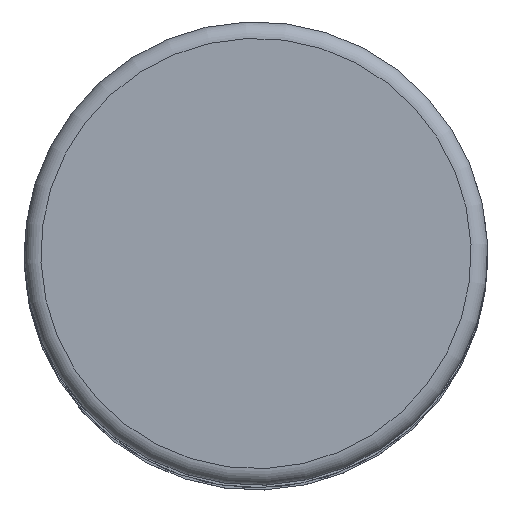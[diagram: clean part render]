
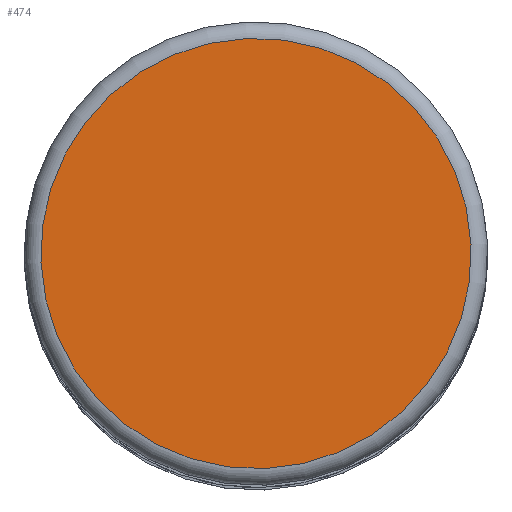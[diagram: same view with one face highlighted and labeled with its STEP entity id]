
A CAD part, top view. The second image highlights one B-rep face of the part: STEP entity #474.
In plain terms, the highlighted face is planar.
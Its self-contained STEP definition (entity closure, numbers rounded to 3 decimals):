
#73=PLANE('',#603);
#93=FACE_OUTER_BOUND('',#129,.T.);
#129=EDGE_LOOP('',(#355));
#199=CIRCLE('',#588,6.5);
#236=VERTEX_POINT('',#861);
#272=EDGE_CURVE('',#236,#236,#199,.T.);
#355=ORIENTED_EDGE('',*,*,#272,.T.);
#474=ADVANCED_FACE('',(#93),#73,.T.);
#588=AXIS2_PLACEMENT_3D('',#862,#685,#686);
#603=AXIS2_PLACEMENT_3D('',#888,#719,#720);
#685=DIRECTION('center_axis',(0.,0.,-1.));
#686=DIRECTION('ref_axis',(1.,0.,0.));
#719=DIRECTION('center_axis',(0.,0.,-1.));
#720=DIRECTION('ref_axis',(1.,0.,0.));
#861=CARTESIAN_POINT('',(-6.5,0.,-42.5));
#862=CARTESIAN_POINT('Origin',(0.,0.,-42.5));
#888=CARTESIAN_POINT('Origin',(3.25,0.,-42.5));
